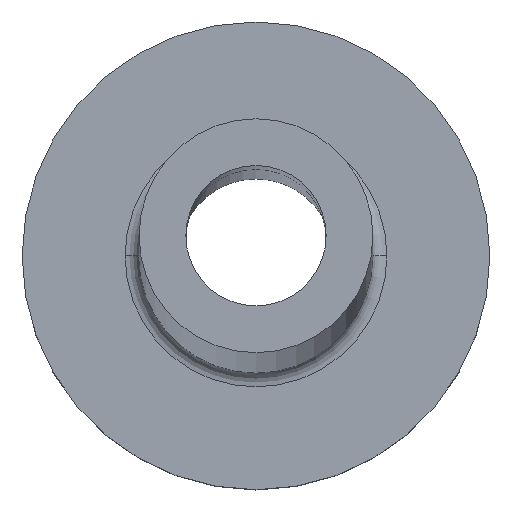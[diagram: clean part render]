
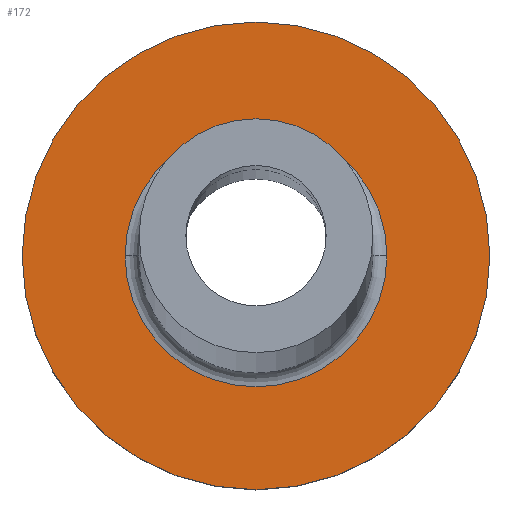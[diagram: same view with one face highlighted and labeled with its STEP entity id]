
A CAD part, top view. The second image highlights one B-rep face of the part: STEP entity #172.
In plain terms, the highlighted planar face has unit normal (0, 0, 1).
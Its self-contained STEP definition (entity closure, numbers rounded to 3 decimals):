
#1 = DIRECTION ( 'NONE',  ( 0., 0., 1. ) ) ;
#6 = CARTESIAN_POINT ( 'NONE',  ( 0., 0., 3. ) ) ;
#7 = CIRCLE ( 'NONE', #270, 5. ) ;
#9 = DIRECTION ( 'NONE',  ( 1., 0., 0. ) ) ;
#13 = EDGE_LOOP ( 'NONE', ( #91, #45 ) ) ;
#14 = DIRECTION ( 'NONE',  ( 1., 0., 0. ) ) ;
#34 = PLANE ( 'NONE',  #169 ) ;
#45 = ORIENTED_EDGE ( 'NONE', *, *, #168, .T. ) ;
#46 = CARTESIAN_POINT ( 'NONE',  ( -2.8, 0., 3. ) ) ;
#51 = DIRECTION ( 'NONE',  ( 1., 0., 0. ) ) ;
#67 = CARTESIAN_POINT ( 'NONE',  ( 0., 0., 3. ) ) ;
#91 = ORIENTED_EDGE ( 'NONE', *, *, #286, .T. ) ;
#108 = ORIENTED_EDGE ( 'NONE', *, *, #205, .T. ) ;
#119 = AXIS2_PLACEMENT_3D ( 'NONE', #67, #399, #214 ) ;
#124 = DIRECTION ( 'NONE',  ( 0., 0., 1. ) ) ;
#155 = DIRECTION ( 'NONE',  ( 0., 0., 1. ) ) ;
#158 = CIRCLE ( 'NONE', #415, 5. ) ;
#168 = EDGE_CURVE ( 'NONE', #230, #403, #227, .T. ) ;
#169 = AXIS2_PLACEMENT_3D ( 'NONE', #6, #1, #288 ) ;
#172 = ADVANCED_FACE ( 'NONE', ( #426, #355 ), #34, .T. ) ;
#205 = EDGE_CURVE ( 'NONE', #349, #444, #158, .T. ) ;
#214 = DIRECTION ( 'NONE',  ( 1., 0., 0. ) ) ;
#227 = CIRCLE ( 'NONE', #119, 2.8 ) ;
#228 = CARTESIAN_POINT ( 'NONE',  ( 0., 0., 3. ) ) ;
#230 = VERTEX_POINT ( 'NONE', #46 ) ;
#252 = CARTESIAN_POINT ( 'NONE',  ( 5., 0., 3. ) ) ;
#266 = CARTESIAN_POINT ( 'NONE',  ( 0., 0., 3. ) ) ;
#270 = AXIS2_PLACEMENT_3D ( 'NONE', #295, #124, #14 ) ;
#286 = EDGE_CURVE ( 'NONE', #403, #230, #409, .T. ) ;
#288 = DIRECTION ( 'NONE',  ( 1., 0., 0. ) ) ;
#291 = EDGE_LOOP ( 'NONE', ( #393, #108 ) ) ;
#295 = CARTESIAN_POINT ( 'NONE',  ( 0., 0., 3. ) ) ;
#305 = AXIS2_PLACEMENT_3D ( 'NONE', #228, #334, #51 ) ;
#328 = EDGE_CURVE ( 'NONE', #444, #349, #7, .T. ) ;
#334 = DIRECTION ( 'NONE',  ( 0., 0., -1. ) ) ;
#349 = VERTEX_POINT ( 'NONE', #252 ) ;
#355 = FACE_OUTER_BOUND ( 'NONE', #291, .T. ) ;
#393 = ORIENTED_EDGE ( 'NONE', *, *, #328, .T. ) ;
#399 = DIRECTION ( 'NONE',  ( 0., 0., -1. ) ) ;
#401 = CARTESIAN_POINT ( 'NONE',  ( 2.8, 0., 3. ) ) ;
#403 = VERTEX_POINT ( 'NONE', #401 ) ;
#409 = CIRCLE ( 'NONE', #305, 2.8 ) ;
#415 = AXIS2_PLACEMENT_3D ( 'NONE', #266, #155, #9 ) ;
#426 = FACE_BOUND ( 'NONE', #13, .T. ) ;
#444 = VERTEX_POINT ( 'NONE', #456 ) ;
#456 = CARTESIAN_POINT ( 'NONE',  ( -5., 0., 3. ) ) ;
